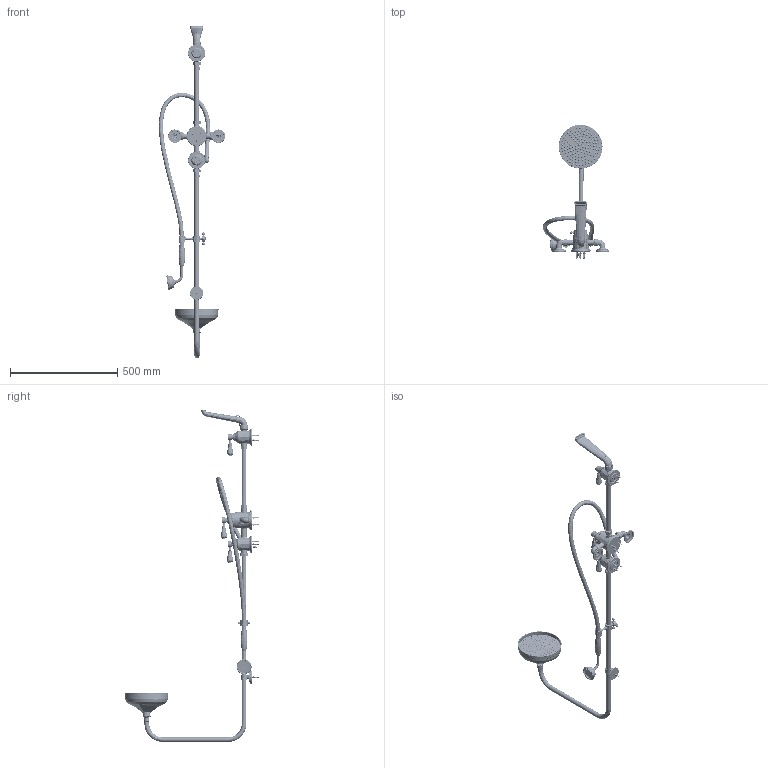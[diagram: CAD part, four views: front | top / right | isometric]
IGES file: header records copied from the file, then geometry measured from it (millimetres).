
Global section: file name: V2K4A-SB ; native system: Autodesk Inventor 2018; preprocessor: unknown; author: aprice; date: 20181024.120047; units: millimetre
Bounding box: 309.62 x 628.09 x 1549.79 mm (x, y, z)
Volume: 3001431.5 mm3; surface area: 1100006 mm2
Topology: 199 solids, 215 shells, 8074 faces, 22377 edges, 15104 vertices
Faces by surface type: bspline 8074
